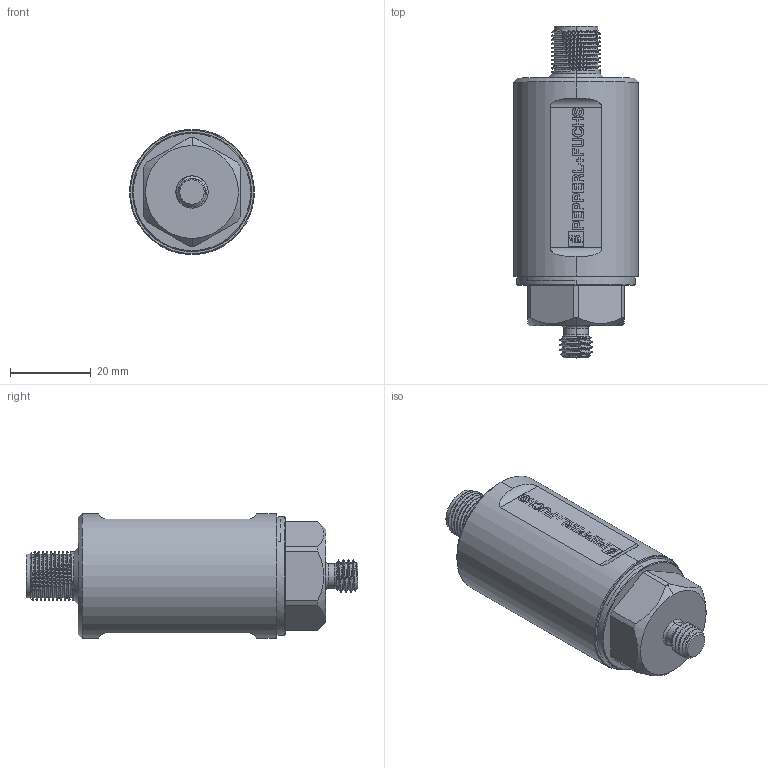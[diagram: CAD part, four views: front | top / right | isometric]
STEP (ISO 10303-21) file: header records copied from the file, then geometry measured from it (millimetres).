
FILE_DESCRIPTION((''),'2;1');
FILE_NAME('CAD-8044_SW0001','2021-10-28T09:56:19',('creinig-se'),(''),'CREO PARAMETRIC BY PTC INC, 2019292','CREO PARAMETRIC BY PTC INC, 2019292','');
FILE_SCHEMA(('CONFIG_CONTROL_DESIGN','SHAPE_APPEARANCE_LAYERS_GROUPS'));
Length unit declared in the file: millimetre
Products named in the file (1): CAD-8044_SW0001
Bounding box: 31 x 82.35 x 31 mm (x, y, z)
Volume: 43700.9 mm3; surface area: 9242.7 mm2
Topology: 1 solids, 1 shells, 620 faces, 1682 edges, 1118 vertices
Faces by surface type: plane 378, extrusion 140, cylinder 66, cone 14, bspline 14, torus 8
Entity records: 32703 total; most frequent: CARTESIAN_POINT 12862, ORIENTED_EDGE 3364, DIRECTION 2517, EDGE_CURVE 1682, VECTOR 1309, LINE 1169, VERTEX_POINT 1118, PRESENTATION_STYLE_ASSIGNMENT 760
